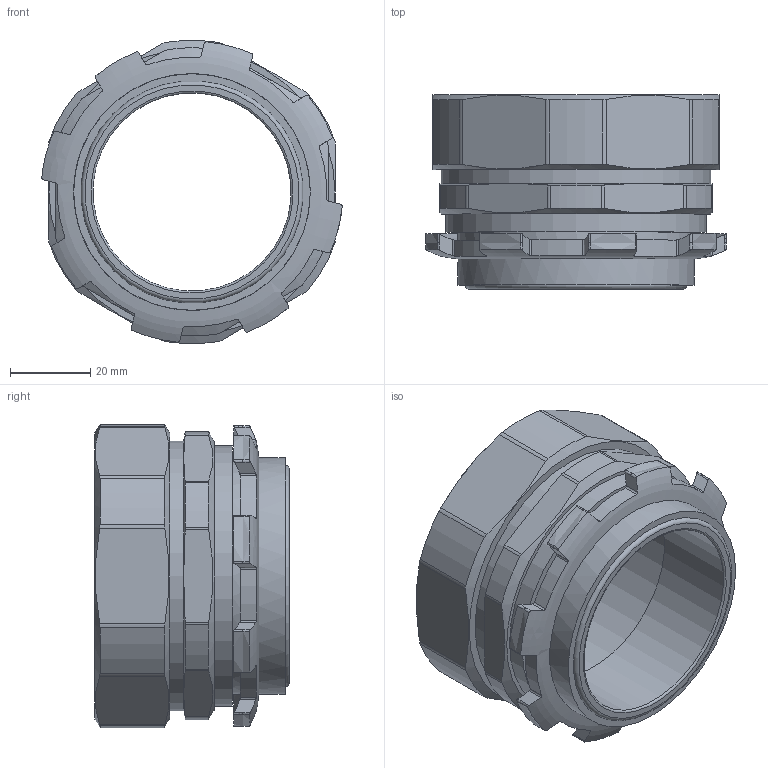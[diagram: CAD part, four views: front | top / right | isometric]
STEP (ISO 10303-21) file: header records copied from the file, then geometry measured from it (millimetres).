
FILE_DESCRIPTION(/* description */ (''),/* implementation_level */ '2;1');
FILE_NAME(/* name */ '',/* time_stamp */ '2025-06-23T16:00:20+07:00',/* author */ ('zeta-82'),/* organization */ (''),/* preprocessor_version */ 'ST-DEVELOPER v19.2',/* originating_system */ 'Autodesk Inventor 2024',/* authorisation */ '');
FILE_SCHEMA (('AUTOMOTIVE_DESIGN { 1 0 10303 214 3 1 1 }'));
Length unit declared in the file: millimetre
Products named in the file (1): АТК-50
Bounding box: 74.86 x 48.4 x 75.57 mm (x, y, z)
Volume: 61700 mm3; surface area: 26392 mm2
Topology: 1 solids, 1 shells, 152 faces, 432 edges, 288 vertices
Faces by surface type: cylinder 91, plane 36, bspline 16, cone 5, torus 4
Full cylindrical faces by diameter (mm): 49.4 x1, 59 x2, 60 x1, 61 x1, 65 x1, 67.15 x1
Entity records: 6594 total; most frequent: CARTESIAN_POINT 2707, ORIENTED_EDGE 864, DIRECTION 642, EDGE_CURVE 432, VERTEX_POINT 288, AXIS2_PLACEMENT_3D 243, EDGE_LOOP 160, LINE 156
